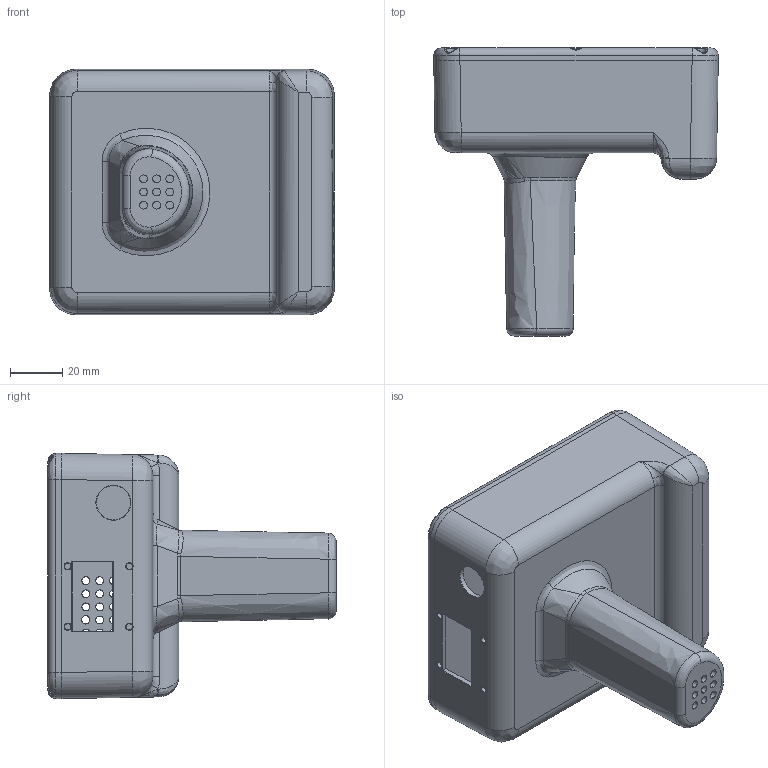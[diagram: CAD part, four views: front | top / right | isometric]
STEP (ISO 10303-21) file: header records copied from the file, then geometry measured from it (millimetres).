
FILE_DESCRIPTION (( 'STEP AP214' ), '1' );
FILE_NAME ('enclosure.STEP', '2024-05-06T10:18:34', ( '' ), ( '' ), 'SwSTEP 2.0', 'SolidWorks 2022', '' );
FILE_SCHEMA (( 'AUTOMOTIVE_DESIGN' ));
Length unit declared in the file: metre
Products named in the file (3): Part1; enclosure; Part3
Assembly tree (2 placements, depth 2):
  enclosure
    Part1
    Part3
Bounding box: 108.67 x 110 x 93.67 mm (x, y, z)
Volume: 85407.8 mm3; surface area: 85510.8 mm2
Topology: 2 solids, 2 shells, 691 faces, 1788 edges, 1073 vertices
Faces by surface type: cylinder 320, bspline 159, plane 90, torus 71, cone 34, sphere 17
Entity records: 28591 total; most frequent: CARTESIAN_POINT 13166, ORIENTED_EDGE 3484, DIRECTION 2929, EDGE_CURVE 1742, AXIS2_PLACEMENT_3D 1213, VERTEX_POINT 1069, EDGE_LOOP 823, ADVANCED_FACE 691
